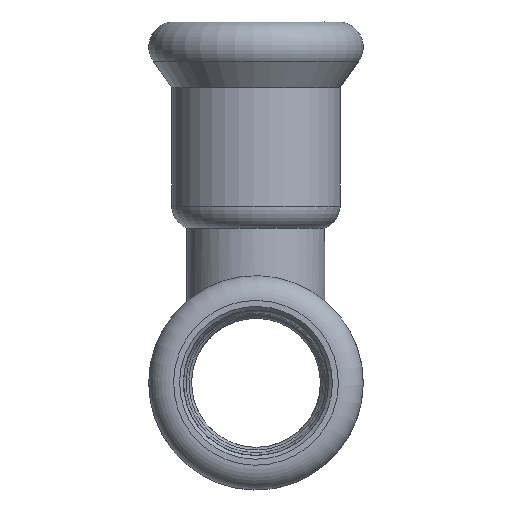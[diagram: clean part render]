
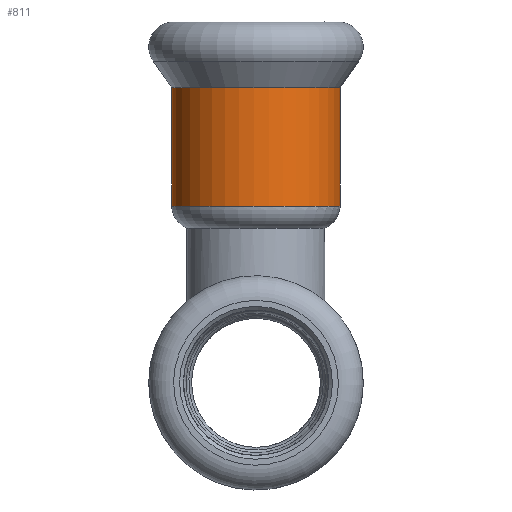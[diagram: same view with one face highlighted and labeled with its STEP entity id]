
A CAD part, left-side view. The second image highlights one B-rep face of the part: STEP entity #811.
In plain terms, the highlighted cylindrical face has radius 9.15 mm (diameter 18.3 mm), a full revolution.
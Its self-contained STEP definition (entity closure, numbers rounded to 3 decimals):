
#77=FACE_OUTER_BOUND('',#132,.T.);
#132=EDGE_LOOP('',(#509,#510,#511,#512));
#196=LINE('',#1306,#222);
#222=VECTOR('',#1023,9.15);
#248=CIRCLE('',#890,9.15);
#249=CIRCLE('',#891,9.15);
#325=VERTEX_POINT('',#1303);
#326=VERTEX_POINT('',#1305);
#393=EDGE_CURVE('',#325,#325,#248,.T.);
#394=EDGE_CURVE('',#325,#326,#196,.T.);
#395=EDGE_CURVE('',#326,#326,#249,.T.);
#509=ORIENTED_EDGE('',*,*,#393,.F.);
#510=ORIENTED_EDGE('',*,*,#394,.T.);
#511=ORIENTED_EDGE('',*,*,#395,.T.);
#512=ORIENTED_EDGE('',*,*,#394,.F.);
#741=CYLINDRICAL_SURFACE('',#889,9.15);
#811=ADVANCED_FACE('',(#77),#741,.T.);
#889=AXIS2_PLACEMENT_3D('',#1302,#1019,#1020);
#890=AXIS2_PLACEMENT_3D('',#1304,#1021,#1022);
#891=AXIS2_PLACEMENT_3D('',#1307,#1024,#1025);
#1019=DIRECTION('center_axis',(0.,0.,
1.));
#1020=DIRECTION('ref_axis',(0.479,-0.878,0.));
#1021=DIRECTION('center_axis',(0.,0.,
1.));
#1022=DIRECTION('ref_axis',(0.,-1.,0.));
#1023=DIRECTION('',(0.,0.,-1.));
#1024=DIRECTION('center_axis',(0.,0.,
1.));
#1025=DIRECTION('ref_axis',(0.,-1.,0.));
#1302=CARTESIAN_POINT('Origin',(0.,0.,
17.425));
#1303=CARTESIAN_POINT('',(-4.387,8.03,32.078));
#1304=CARTESIAN_POINT('Origin',(0.,0.,
32.078));
#1305=CARTESIAN_POINT('',(-4.387,8.03,19.2));
#1306=CARTESIAN_POINT('',(-4.387,8.03,17.425));
#1307=CARTESIAN_POINT('Origin',(0.,0.,
19.2));
